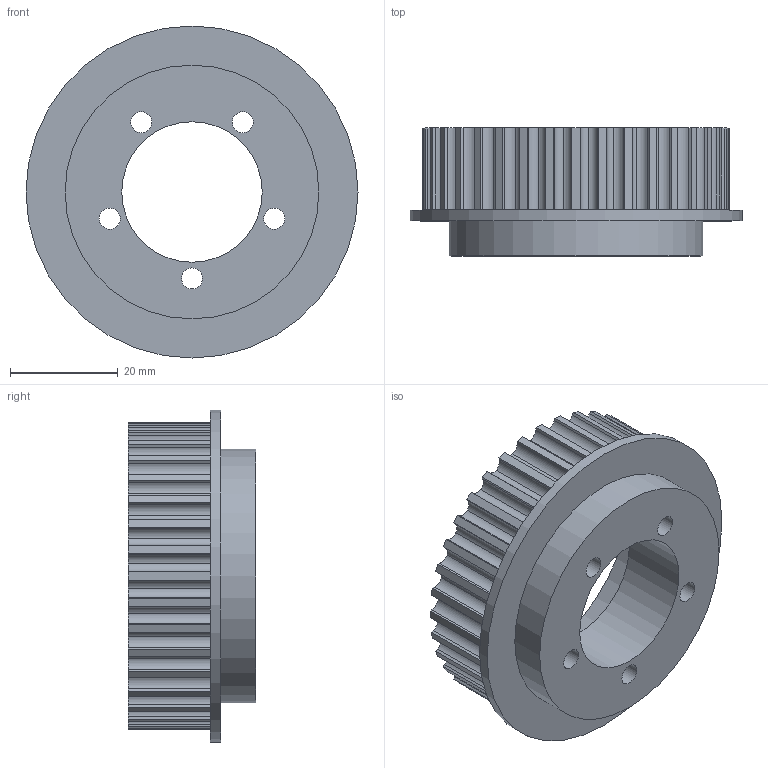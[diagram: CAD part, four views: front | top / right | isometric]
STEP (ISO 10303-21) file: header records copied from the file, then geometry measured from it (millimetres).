
FILE_DESCRIPTION(/* description */ (''),/* implementation_level */ '2;1');
FILE_NAME(/* name */ '36T kegel pulley.stp',/* time_stamp */ '2025-07-14T01:38:31-07:00',/* author */ ('devan'),/* organization */ (''),/* preprocessor_version */ 'ST-DEVELOPER v20',/* originating_system */ 'Autodesk Inventor 2025',/* authorisation */ '');
FILE_SCHEMA (('AUTOMOTIVE_DESIGN { 1 0 10303 214 3 1 1 }'));
Length unit declared in the file: millimetre
Products named in the file (1): gear bracket
Bounding box: 61.5 x 23.7 x 61.5 mm (x, y, z)
Volume: 26974.8 mm3; surface area: 13454.8 mm2
Topology: 1 solids, 1 shells, 194 faces, 567 edges, 378 vertices
Faces by surface type: plane 113, cylinder 81
Full cylindrical faces by diameter (mm): 3.9 x5, 26 x1, 47 x2, 61.5 x1
Entity records: 6520 total; most frequent: CARTESIAN_POINT 1140, ORIENTED_EDGE 1134, DIRECTION 1119, EDGE_CURVE 567, LINE 405, VECTOR 405, VERTEX_POINT 378, AXIS2_PLACEMENT_3D 357
